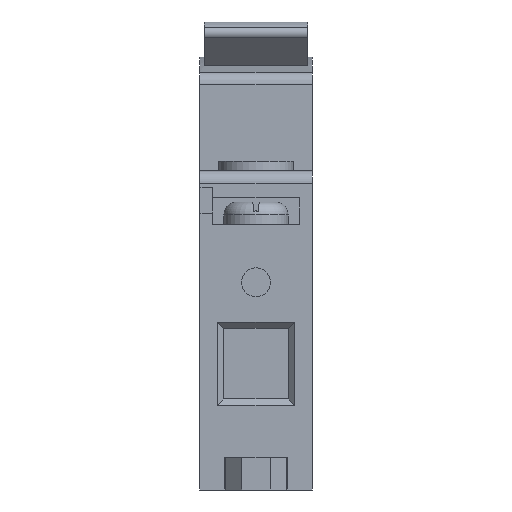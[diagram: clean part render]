
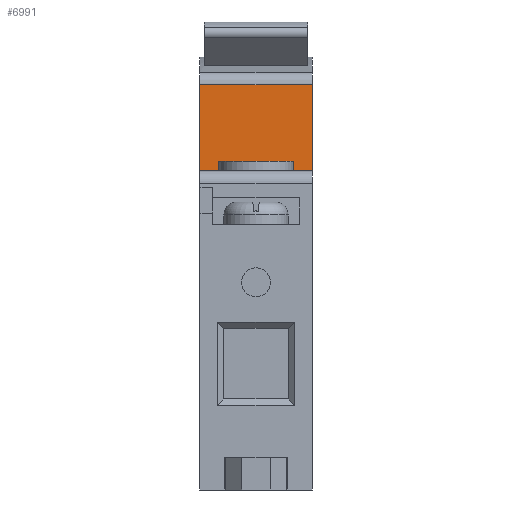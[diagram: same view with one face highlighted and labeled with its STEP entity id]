
A CAD part, front view. The second image highlights one B-rep face of the part: STEP entity #6991.
In plain terms, the highlighted planar face has unit normal (0, -1, 0).
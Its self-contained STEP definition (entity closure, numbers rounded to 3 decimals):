
#377 = EDGE_CURVE ( 'NONE', #1552, #2300, #4908, .T. ) ;
#481 = ORIENTED_EDGE ( 'NONE', *, *, #377, .F. ) ;
#504 = CARTESIAN_POINT ( 'NONE',  ( -8.75, -22.5, 63.215 ) ) ;
#1049 = CARTESIAN_POINT ( 'NONE',  ( -8.75, -22.5, 49.8 ) ) ;
#1240 = PLANE ( 'NONE',  #2098 ) ;
#1552 = VERTEX_POINT ( 'NONE', #1567 ) ;
#1567 = CARTESIAN_POINT ( 'NONE',  ( 8.75, -22.5, 49.8 ) ) ;
#1939 = DIRECTION ( 'NONE',  ( 0., 1., 0. ) ) ;
#2075 = DIRECTION ( 'NONE',  ( 0., 0., -1. ) ) ;
#2098 = AXIS2_PLACEMENT_3D ( 'NONE', #5097, #1939, #7086 ) ;
#2151 = LINE ( 'NONE', #5458, #5430 ) ;
#2278 = EDGE_CURVE ( 'NONE', #2716, #2300, #4962, .T. ) ;
#2300 = VERTEX_POINT ( 'NONE', #3004 ) ;
#2595 = ORIENTED_EDGE ( 'NONE', *, *, #3570, .T. ) ;
#2716 = VERTEX_POINT ( 'NONE', #504 ) ;
#3004 = CARTESIAN_POINT ( 'NONE',  ( -8.75, -22.5, 49.8 ) ) ;
#3071 = CARTESIAN_POINT ( 'NONE',  ( 8.75, -22.5, 49.8 ) ) ;
#3248 = FACE_OUTER_BOUND ( 'NONE', #7796, .T. ) ;
#3570 = EDGE_CURVE ( 'NONE', #3637, #2716, #5748, .T. ) ;
#3637 = VERTEX_POINT ( 'NONE', #7805 ) ;
#4908 = LINE ( 'NONE', #3071, #5029 ) ;
#4962 = LINE ( 'NONE', #1049, #6699 ) ;
#4994 = ORIENTED_EDGE ( 'NONE', *, *, #7144, .F. ) ;
#5029 = VECTOR ( 'NONE', #5634, 1000. ) ;
#5097 = CARTESIAN_POINT ( 'NONE',  ( 8.75, -22.5, 49.8 ) ) ;
#5430 = VECTOR ( 'NONE', #2075, 1000. ) ;
#5458 = CARTESIAN_POINT ( 'NONE',  ( 8.75, -22.5, 49.8 ) ) ;
#5634 = DIRECTION ( 'NONE',  ( -1., 0., 0. ) ) ;
#5748 = LINE ( 'NONE', #7085, #7277 ) ;
#6699 = VECTOR ( 'NONE', #8332, 1000. ) ;
#6991 = ADVANCED_FACE ( 'NONE', ( #3248 ), #1240, .F. ) ;
#7085 = CARTESIAN_POINT ( 'NONE',  ( 8.75, -22.5, 63.215 ) ) ;
#7086 = DIRECTION ( 'NONE',  ( 0., 0., 1. ) ) ;
#7144 = EDGE_CURVE ( 'NONE', #3637, #1552, #2151, .T. ) ;
#7245 = ORIENTED_EDGE ( 'NONE', *, *, #2278, .T. ) ;
#7277 = VECTOR ( 'NONE', #7924, 1000. ) ;
#7796 = EDGE_LOOP ( 'NONE', ( #4994, #2595, #7245, #481 ) ) ;
#7805 = CARTESIAN_POINT ( 'NONE',  ( 8.75, -22.5, 63.215 ) ) ;
#7924 = DIRECTION ( 'NONE',  ( -1., 0., 0. ) ) ;
#8332 = DIRECTION ( 'NONE',  ( 0., 0., -1. ) ) ;
